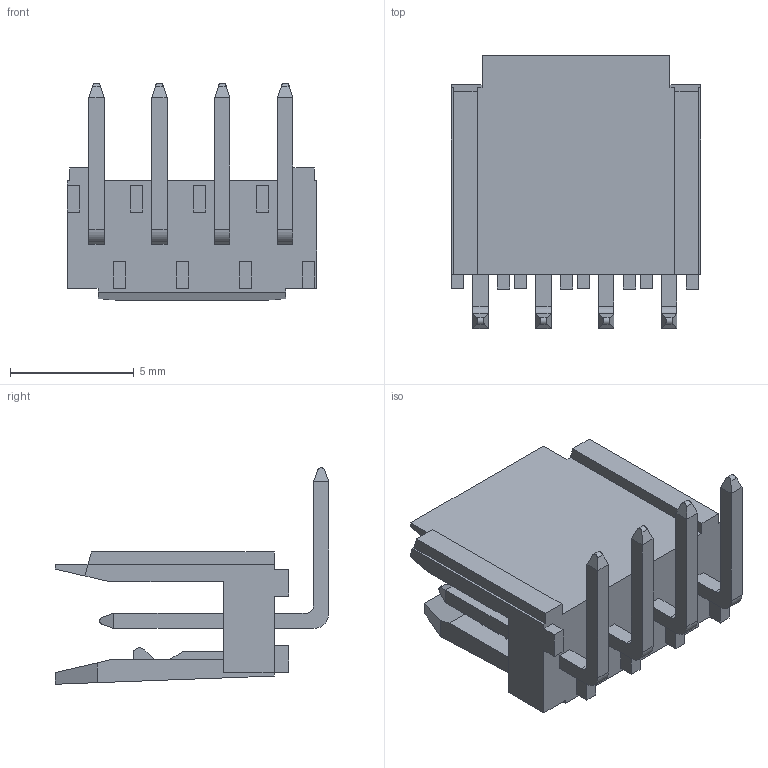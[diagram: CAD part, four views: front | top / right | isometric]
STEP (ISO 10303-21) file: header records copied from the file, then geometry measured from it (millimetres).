
FILE_DESCRIPTION((''),'2;1');
FILE_NAME('76382-Y04_SW0001','2009-09-30T',('sspandia'),('FCI - ELX Division'),'PRO/ENGINEER BY PARAMETRIC TECHNOLOGY CORPORATION, 2008010','PRO/ENGINEER BY PARAMETRIC TECHNOLOGY CORPORATION, 2008010','');
FILE_SCHEMA(('CONFIG_CONTROL_DESIGN'));
Length unit declared in the file: millimetre
Products named in the file (1): 76382-Y04_SW0001
Bounding box: 10.07 x 11.05 x 8.74 mm (x, y, z)
Volume: 203.3 mm3; surface area: 554.7 mm2
Topology: 1 solids, 1 shells, 189 faces, 478 edges, 308 vertices
Faces by surface type: plane 164, cylinder 25
Entity records: 5740 total; most frequent: CARTESIAN_POINT 1159, ORIENTED_EDGE 956, DIRECTION 874, EDGE_CURVE 478, VECTOR 428, LINE 428, VERTEX_POINT 308, AXIS2_PLACEMENT_3D 223
